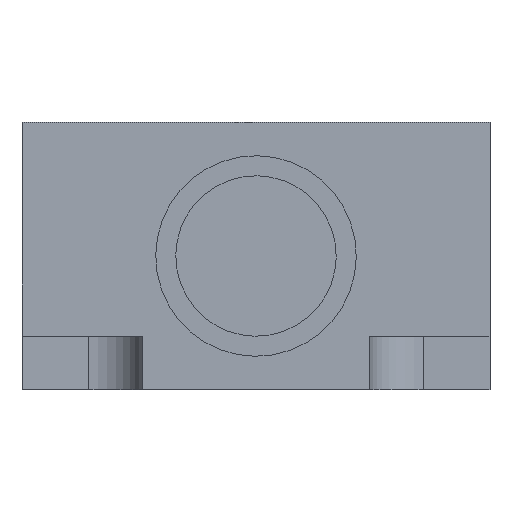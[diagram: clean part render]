
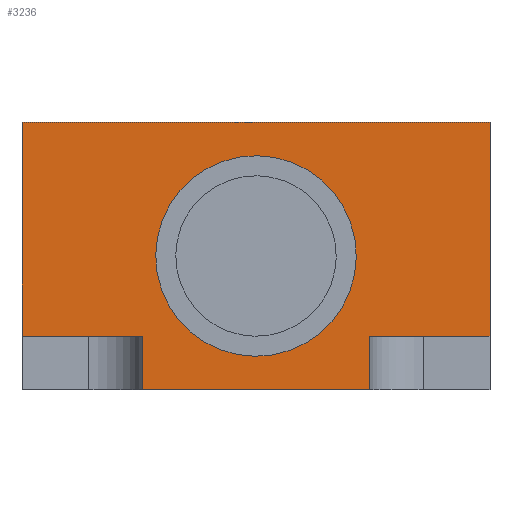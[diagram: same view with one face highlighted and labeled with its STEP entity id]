
A CAD part, left-side view. The second image highlights one B-rep face of the part: STEP entity #3236.
In plain terms, the highlighted planar face has unit normal (-1, 0, 0).
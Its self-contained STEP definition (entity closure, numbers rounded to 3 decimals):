
#2575=CARTESIAN_POINT('',(0.,17.5,11.5));
#2576=VERTEX_POINT('',#2575);
#2577=CARTESIAN_POINT('',(0.0,17.5,10.0));
#2578=DIRECTION('',(1.0,0.0,0.0));
#2579=DIRECTION('',(0.0,0.0,-1.0));
#2580=AXIS2_PLACEMENT_3D('',#2577,#2578,#2579);
#2581=CIRCLE('',#2580,1.5);
#2582=EDGE_CURVE('',#2576,#2576,#2581,.T.);
#2858=CARTESIAN_POINT('',(0.,26.0,0.0));
#2859=VERTEX_POINT('',#2858);
#2866=CARTESIAN_POINT('',(0.,26.0,4.0));
#2867=VERTEX_POINT('',#2866);
#2868=CARTESIAN_POINT('',(0.,26.0,4.0));
#2869=DIRECTION('',(0.0,0.0,-1.0));
#2870=VECTOR('',#2869,4.0);
#2871=LINE('',#2868,#2870);
#2872=EDGE_CURVE('',#2867,#2859,#2871,.T.);
#2962=CARTESIAN_POINT('',(0.,9.,4.0));
#2963=VERTEX_POINT('',#2962);
#2970=CARTESIAN_POINT('',(0.,9.,0.0));
#2971=VERTEX_POINT('',#2970);
#2972=CARTESIAN_POINT('',(0.,9.,0.0));
#2973=DIRECTION('',(0.0,0.0,1.0));
#2974=VECTOR('',#2973,4.0);
#2975=LINE('',#2972,#2974);
#2976=EDGE_CURVE('',#2971,#2963,#2975,.T.);
#2994=CARTESIAN_POINT('',(0.0,0.0,4.0));
#2995=VERTEX_POINT('',#2994);
#3002=CARTESIAN_POINT('',(0.,9.,4.0));
#3003=DIRECTION('',(0.0,-1.0,0.0));
#3004=VECTOR('',#3003,9.);
#3005=LINE('',#3002,#3004);
#3006=EDGE_CURVE('',#2963,#2995,#3005,.T.);
#3107=CARTESIAN_POINT('',(0.,35.0,4.0));
#3108=VERTEX_POINT('',#3107);
#3109=CARTESIAN_POINT('',(0.,35.0,4.0));
#3110=DIRECTION('',(0.0,-1.0,0.0));
#3111=VECTOR('',#3110,9.0);
#3112=LINE('',#3109,#3111);
#3113=EDGE_CURVE('',#3108,#2867,#3112,.T.);
#3135=CARTESIAN_POINT('',(0.,35.0,20.0));
#3136=VERTEX_POINT('',#3135);
#3137=CARTESIAN_POINT('',(0.,35.0,4.0));
#3138=DIRECTION('',(0.0,0.0,1.0));
#3139=VECTOR('',#3138,16.0);
#3140=LINE('',#3137,#3139);
#3141=EDGE_CURVE('',#3108,#3136,#3140,.T.);
#3201=CARTESIAN_POINT('',(0.0,0.0,0.0));
#3202=DIRECTION('',(-1.0,0.0,0.0));
#3203=DIRECTION('',(0.0,0.0,1.0));
#3204=AXIS2_PLACEMENT_3D('',#3201,#3202,#3203);
#3205=PLANE('',#3204);
#3206=ORIENTED_EDGE('',*,*,#2976,.T.);
#3207=ORIENTED_EDGE('',*,*,#3006,.T.);
#3208=CARTESIAN_POINT('',(0.0,0.0,20.0));
#3209=VERTEX_POINT('',#3208);
#3210=CARTESIAN_POINT('',(0.0,0.0,4.0));
#3211=DIRECTION('',(0.0,0.0,1.0));
#3212=VECTOR('',#3211,16.0);
#3213=LINE('',#3210,#3212);
#3214=EDGE_CURVE('',#2995,#3209,#3213,.T.);
#3215=ORIENTED_EDGE('',*,*,#3214,.T.);
#3216=CARTESIAN_POINT('',(0.0,0.0,20.0));
#3217=DIRECTION('',(0.0,1.0,0.0));
#3218=VECTOR('',#3217,35.0);
#3219=LINE('',#3216,#3218);
#3220=EDGE_CURVE('',#3209,#3136,#3219,.T.);
#3221=ORIENTED_EDGE('',*,*,#3220,.T.);
#3222=ORIENTED_EDGE('',*,*,#3141,.F.);
#3223=ORIENTED_EDGE('',*,*,#3113,.T.);
#3224=ORIENTED_EDGE('',*,*,#2872,.T.);
#3225=CARTESIAN_POINT('',(0.,26.0,0.0));
#3226=DIRECTION('',(0.0,-1.0,0.0));
#3227=VECTOR('',#3226,17.0);
#3228=LINE('',#3225,#3227);
#3229=EDGE_CURVE('',#2859,#2971,#3228,.T.);
#3230=ORIENTED_EDGE('',*,*,#3229,.T.);
#3231=EDGE_LOOP('',(#3206,#3207,#3215,#3221,#3222,#3223,#3224,#3230));
#3232=FACE_OUTER_BOUND('',#3231,.T.);
#3233=ORIENTED_EDGE('',*,*,#2582,.T.);
#3234=EDGE_LOOP('',(#3233));
#3235=FACE_BOUND('',#3234,.T.);
#3236=ADVANCED_FACE('',(#3232,#3235),#3205,.T.);
